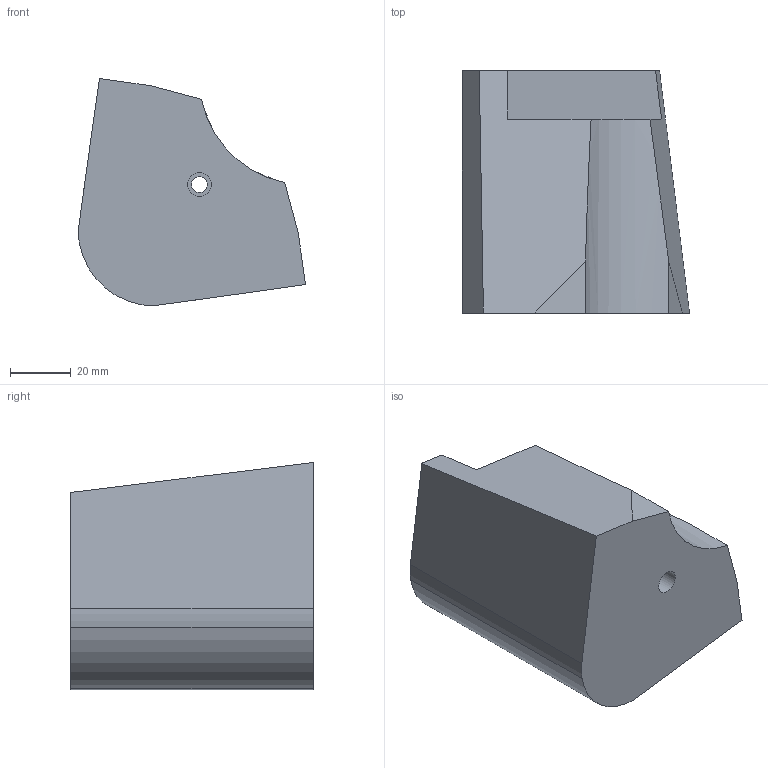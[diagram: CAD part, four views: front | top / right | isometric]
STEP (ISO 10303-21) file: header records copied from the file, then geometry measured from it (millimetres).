
FILE_DESCRIPTION(/* description */ (''),/* implementation_level */ '2;1');
FILE_NAME(/* name */ 'Potes base B v3.step',/* time_stamp */ '2019-03-05T07:37:18-06:00',/* author */ (''),/* organization */ (''),/* preprocessor_version */ 'ST-DEVELOPER v17.2',/* originating_system */ 'Autodesk Translation Framework v7.6.0.251',/* authorisation */ '');
FILE_SCHEMA (('AUTOMOTIVE_DESIGN { 1 0 10303 214 3 1 1 }'));
Length unit declared in the file: millimetre
Products named in the file (1): Potes base B
Bounding box: 74.91 x 80 x 74.91 mm (x, y, z)
Volume: 259174.7 mm3; surface area: 27962.4 mm2
Topology: 1 solids, 1 shells, 18 faces, 46 edges, 31 vertices
Faces by surface type: plane 12, cylinder 6
Full cylindrical faces by diameter (mm): 5.3 x1, 7.8 x1
Entity records: 597 total; most frequent: DIRECTION 99, CARTESIAN_POINT 96, ORIENTED_EDGE 92, EDGE_CURVE 46, AXIS2_PLACEMENT_3D 34, LINE 31, VECTOR 31, VERTEX_POINT 31
